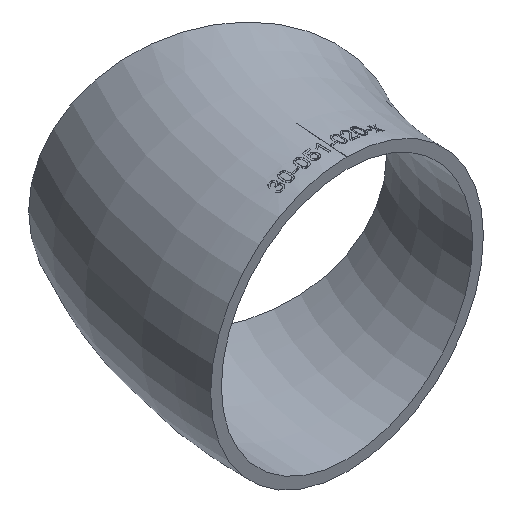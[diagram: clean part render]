
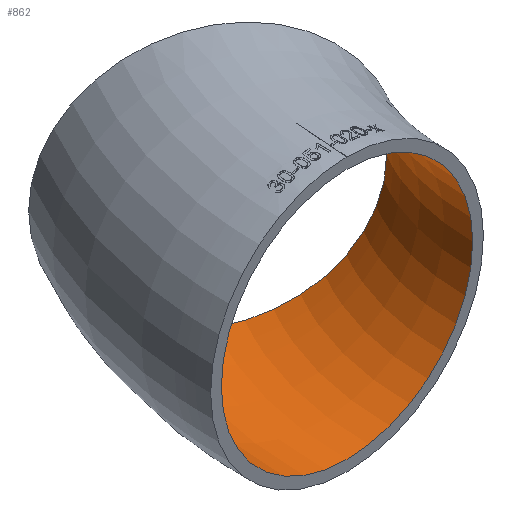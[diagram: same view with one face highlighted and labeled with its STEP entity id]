
A CAD part, isometric view. The second image highlights one B-rep face of the part: STEP entity #862.
In plain terms, the highlighted toroidal (fillet/blend) face has major radius 67.5 mm and minor radius 23.5 mm.
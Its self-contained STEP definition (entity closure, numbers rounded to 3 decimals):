
#119 = EDGE_LOOP ( 'NONE', ( #7226 ) ) ;
#507 = FACE_OUTER_BOUND ( 'NONE', #9643, .T. ) ;
#693 = AXIS2_PLACEMENT_3D ( 'NONE', #1586, #6104, #12843 ) ;
#862 = ADVANCED_FACE ( 'NONE', ( #11897, #507 ), #10028, .F. ) ;
#1586 = CARTESIAN_POINT ( 'NONE',  ( 0., 0., 0. ) ) ;
#3134 = DIRECTION ( 'NONE',  ( 0.5, 0.866, 0. ) ) ;
#3221 = VERTEX_POINT ( 'NONE', #5975 ) ;
#3706 = CIRCLE ( 'NONE', #13610, 23.5 ) ;
#5888 = DIRECTION ( 'NONE',  ( -0.866, 0.5, 0. ) ) ;
#5975 = CARTESIAN_POINT ( 'NONE',  ( -67.5, 0., 23.5 ) ) ;
#6104 = DIRECTION ( 'NONE',  ( 0., 0., -1. ) ) ;
#7120 = CARTESIAN_POINT ( 'NONE',  ( -58.457, 33.75, 0. ) ) ;
#7226 = ORIENTED_EDGE ( 'NONE', *, *, #17228, .T. ) ;
#7771 = EDGE_CURVE ( 'NONE', #3221, #3221, #3706, .T. ) ;
#8046 = DIRECTION ( 'NONE',  ( 0., 0., 1. ) ) ;
#9643 = EDGE_LOOP ( 'NONE', ( #13430 ) ) ;
#10028 = TOROIDAL_SURFACE ( 'NONE', #693, 67.5, 23.5 ) ;
#10479 = CARTESIAN_POINT ( 'NONE',  ( -78.808, 45.5, 0. ) ) ;
#10856 = CIRCLE ( 'NONE', #11718, 23.5 ) ;
#11379 = VERTEX_POINT ( 'NONE', #10479 ) ;
#11718 = AXIS2_PLACEMENT_3D ( 'NONE', #7120, #3134, #5888 ) ;
#11897 = FACE_OUTER_BOUND ( 'NONE', #119, .T. ) ;
#11958 = DIRECTION ( 'NONE',  ( 0., 1., 0. ) ) ;
#12843 = DIRECTION ( 'NONE',  ( -1., 0., 0. ) ) ;
#13430 = ORIENTED_EDGE ( 'NONE', *, *, #7771, .F. ) ;
#13610 = AXIS2_PLACEMENT_3D ( 'NONE', #14782, #11958, #8046 ) ;
#14782 = CARTESIAN_POINT ( 'NONE',  ( -67.5, 0., 0. ) ) ;
#17228 = EDGE_CURVE ( 'NONE', #11379, #11379, #10856, .T. ) ;
